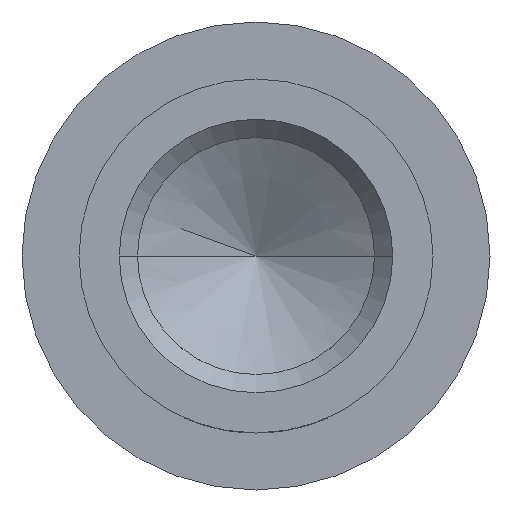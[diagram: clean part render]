
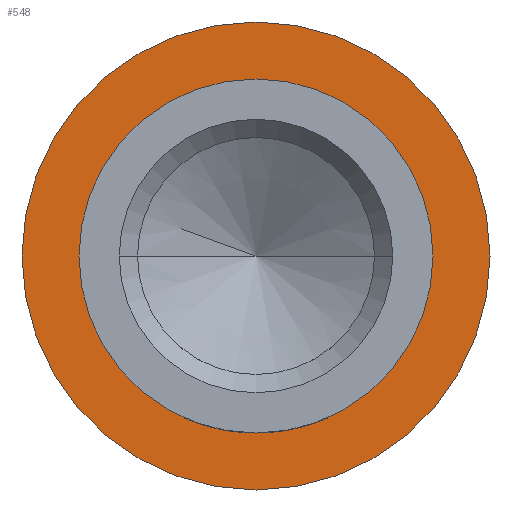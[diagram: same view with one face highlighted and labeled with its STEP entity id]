
A CAD part, front view. The second image highlights one B-rep face of the part: STEP entity #548.
In plain terms, the highlighted planar face has unit normal (0, -1, 0).
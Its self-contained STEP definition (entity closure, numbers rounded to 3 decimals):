
#139=CARTESIAN_POINT('',(0.,-0.004,0.));
#140=DIRECTION('',(0.,1.,0.));
#141=DIRECTION('',(1.,0.,0.));
#142=AXIS2_PLACEMENT_3D('',#139,#140,#141);
#144=CARTESIAN_POINT('',(0.,-0.004,0.));
#145=DIRECTION('',(0.,-1.,0.));
#146=DIRECTION('',(1.,0.,0.));
#147=AXIS2_PLACEMENT_3D('',#144,#145,#146);
#149=CARTESIAN_POINT('',(0.,-0.004,0.));
#150=DIRECTION('',(0.,-1.,0.));
#151=DIRECTION('',(1.,0.,0.));
#152=AXIS2_PLACEMENT_3D('',#149,#150,#151);
#162=CARTESIAN_POINT('',(0.,-0.004,0.));
#163=DIRECTION('',(0.,1.,0.));
#164=DIRECTION('',(1.,0.,0.));
#165=AXIS2_PLACEMENT_3D('',#162,#163,#164);
#428=CARTESIAN_POINT('',(0.994,-0.004,0.));
#430=VERTEX_POINT('',#428);
#431=CARTESIAN_POINT('',(1.314,-0.004,0.));
#433=VERTEX_POINT('',#431);
#436=CARTESIAN_POINT('',(-0.994,-0.004,0.));
#438=VERTEX_POINT('',#436);
#439=CARTESIAN_POINT('',(-1.314,-0.004,0.));
#441=VERTEX_POINT('',#439);
#533=CARTESIAN_POINT('',(0.,-0.004,0.));
#534=DIRECTION('',(0.,-1.,0.));
#535=DIRECTION('',(-1.,0.,0.));
#536=AXIS2_PLACEMENT_3D('',#533,#534,#535);
#537=PLANE('',#536);
#539=ORIENTED_EDGE('',*,*,#538,.F.);
#541=ORIENTED_EDGE('',*,*,#540,.T.);
#542=EDGE_LOOP('',(#539,#541));
#543=FACE_OUTER_BOUND('',#542,.F.);
#544=ORIENTED_EDGE('',*,*,#520,.F.);
#545=ORIENTED_EDGE('',*,*,#509,.T.);
#546=EDGE_LOOP('',(#544,#545));
#547=FACE_BOUND('',#546,.F.);
#548=ADVANCED_FACE('',(#543,#547),#537,.T.);
#143=CIRCLE('',#142,0.994);
#148=CIRCLE('',#147,0.994);
#153=CIRCLE('',#152,1.314);
#166=CIRCLE('',#165,1.314);
#509=EDGE_CURVE('',#430,#438,#148,.T.);
#520=EDGE_CURVE('',#430,#438,#143,.T.);
#538=EDGE_CURVE('',#433,#441,#153,.T.);
#540=EDGE_CURVE('',#433,#441,#166,.T.);
